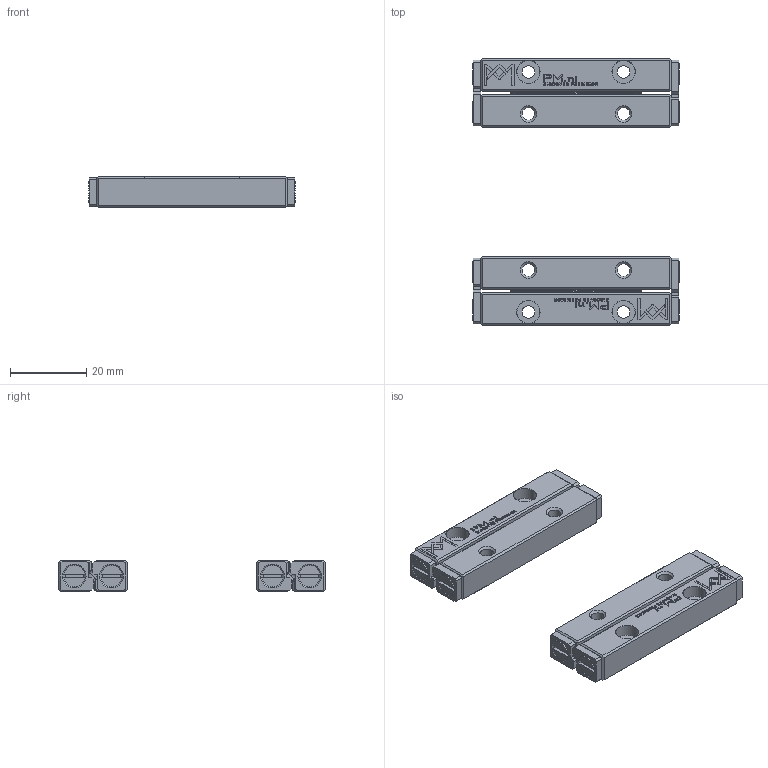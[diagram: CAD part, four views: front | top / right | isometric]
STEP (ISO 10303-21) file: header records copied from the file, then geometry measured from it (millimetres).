
FILE_DESCRIPTION(/* description */ (''),/* implementation_level */ '2;1');
FILE_NAME(/* name */ 'Set RSDE-3050x10KRE_stp.stp',/* time_stamp */ '2025-03-27T09:22:07+01:00',/* author */ (''),/* organization */ (''),/* preprocessor_version */ 'ST-DEVELOPER v16.7',/* originating_system */ 'SIEMENS PLM Software NX 12.0',/* authorisation */ '');
FILE_SCHEMA (('AUTOMOTIVE_DESIGN { 1 0 10303 214 3 1 1 1 }'));
Products named in the file (1): Set RSDE-3050x10KRE_stp
Bounding box: 54.1 x 70 x 8 mm (x, y, z)
Volume: 13095.6 mm3; surface area: 12684.5 mm2
Topology: 44 solids, 44 shells, 2376 faces, 6384 edges, 4208 vertices
Faces by surface type: plane 1288, cylinder 448, bspline 360, torus 216, cone 64
Full cylindrical faces by diameter (mm): 0.45 x88, 2 x20, 2.6 x8, 3 x28, 3.2 x16, 3.3 x8, 6 x8
Entity records: 83311 total; most frequent: CARTESIAN_POINT 18697, ORIENTED_EDGE 11944, DIRECTION 10514, EDGE_CURVE 5972, VERTEX_POINT 4084, LINE 3704, VECTOR 3704, AXIS2_PLACEMENT_3D 3405
